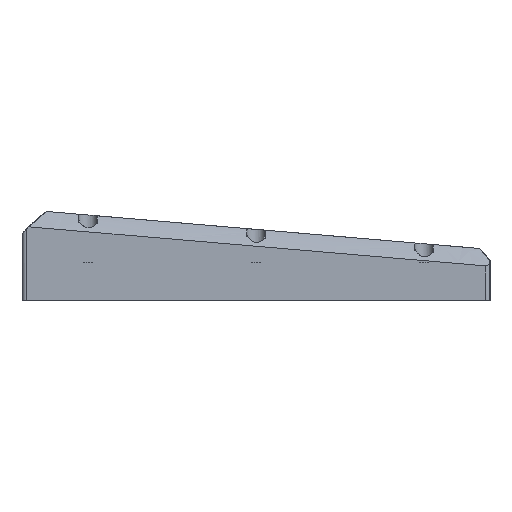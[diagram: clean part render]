
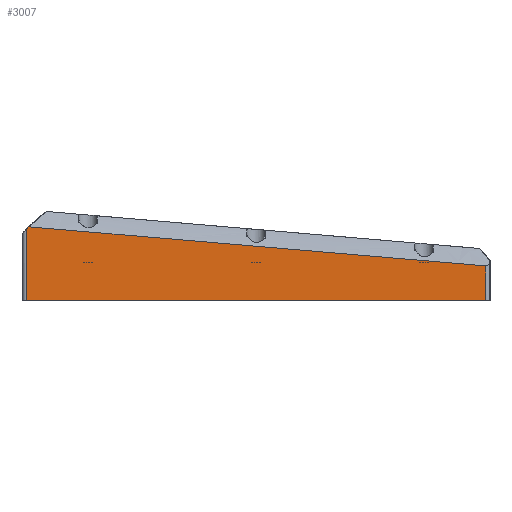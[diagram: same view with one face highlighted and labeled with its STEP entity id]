
A CAD part, left-side view. The second image highlights one B-rep face of the part: STEP entity #3007.
In plain terms, the highlighted planar face has unit normal (-1, 0, 0).
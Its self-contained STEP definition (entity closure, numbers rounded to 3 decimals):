
#94=PLANE('',#3185);
#178=FACE_OUTER_BOUND('',#346,.T.);
#346=EDGE_LOOP('',(#2025,#2026,#2027,#2028,#2029));
#556=B_SPLINE_CURVE_WITH_KNOTS('',3,(#4452,#4453,#4454,#4455),
 .UNSPECIFIED.,.F.,.F.,(4,4),(0.18,11.101),
 .UNSPECIFIED.);
#557=B_SPLINE_CURVE_WITH_KNOTS('',3,(#4457,#4458,#4459,#4460),
 .UNSPECIFIED.,.F.,.F.,(4,4),(0.105,0.149),
 .UNSPECIFIED.);
#609=LINE('',#4419,#856);
#610=LINE('',#4422,#857);
#618=LINE('',#4461,#865);
#856=VECTOR('',#3508,10.);
#857=VECTOR('',#3511,10.);
#865=VECTOR('',#3535,10.);
#1237=VERTEX_POINT('',#4401);
#1240=VERTEX_POINT('',#4406);
#1241=VERTEX_POINT('',#4421);
#1255=VERTEX_POINT('',#4451);
#1256=VERTEX_POINT('',#4456);
#1548=EDGE_CURVE('',#1240,#1237,#609,.T.);
#1549=EDGE_CURVE('',#1237,#1241,#610,.T.);
#1564=EDGE_CURVE('',#1255,#1240,#556,.T.);
#1565=EDGE_CURVE('',#1256,#1255,#557,.T.);
#1566=EDGE_CURVE('',#1241,#1256,#618,.T.);
#2025=ORIENTED_EDGE('',*,*,#1548,.F.);
#2026=ORIENTED_EDGE('',*,*,#1564,.F.);
#2027=ORIENTED_EDGE('',*,*,#1565,.F.);
#2028=ORIENTED_EDGE('',*,*,#1566,.F.);
#2029=ORIENTED_EDGE('',*,*,#1549,.F.);
#3007=ADVANCED_FACE('',(#178),#94,.T.);
#3185=AXIS2_PLACEMENT_3D('',#4450,#3533,#3534);
#3508=DIRECTION('',(0.,0.,-1.));
#3511=DIRECTION('',(0.,1.,0.));
#3533=DIRECTION('center_axis',(-1.,0.,0.));
#3534=DIRECTION('ref_axis',(0.,-1.,0.));
#3535=DIRECTION('',(0.,0.,1.));
#4401=CARTESIAN_POINT('',(-6.,-6.27,-6.731));
#4406=CARTESIAN_POINT('',(-6.,-6.27,1.508));
#4419=CARTESIAN_POINT('',(-6.,-6.27,-5.731));
#4421=CARTESIAN_POINT('',(-6.,103.171,-6.731));
#4422=CARTESIAN_POINT('',(-6.,-7.27,-6.731));
#4450=CARTESIAN_POINT('Origin',(-6.,104.171,-5.731));
#4451=CARTESIAN_POINT('',(-6.,102.547,10.81));
#4452=CARTESIAN_POINT('Ctrl Pts',(-6.,102.547,10.81));
#4453=CARTESIAN_POINT('Ctrl Pts',(-6.,66.275,7.709));
#4454=CARTESIAN_POINT('Ctrl Pts',(-6.,30.002,4.609));
#4455=CARTESIAN_POINT('Ctrl Pts',(-6.,-6.27,1.508));
#4456=CARTESIAN_POINT('',(-6.,103.171,10.185));
#4457=CARTESIAN_POINT('Ctrl Pts',(-6.,103.171,10.184));
#4458=CARTESIAN_POINT('Ctrl Pts',(-6.,102.988,10.373));
#4459=CARTESIAN_POINT('Ctrl Pts',(-6.,102.778,10.584));
#4460=CARTESIAN_POINT('Ctrl Pts',(-6.,102.547,10.81));
#4461=CARTESIAN_POINT('',(-6.,103.171,-5.731));
